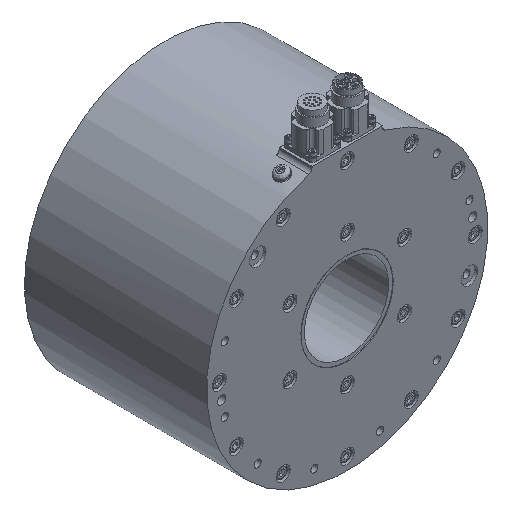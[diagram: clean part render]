
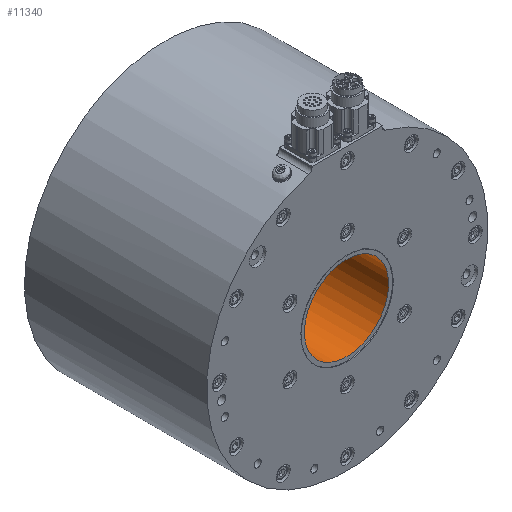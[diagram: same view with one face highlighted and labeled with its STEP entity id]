
A CAD part, isometric view. The second image highlights one B-rep face of the part: STEP entity #11340.
In plain terms, the highlighted cylindrical face has radius 30 mm (diameter 60 mm), a full revolution.
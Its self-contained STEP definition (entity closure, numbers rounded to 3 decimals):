
#480 = DIRECTION ( 'NONE',  ( 0.707, 0., -0.707 ) ) ;
#2216 = AXIS2_PLACEMENT_3D ( 'NONE', #11701, #13652, #480 ) ;
#2744 = CIRCLE ( 'NONE', #13620, 30. ) ;
#3153 = DIRECTION ( 'NONE',  ( 0., 1., 0. ) ) ;
#6108 = DIRECTION ( 'NONE',  ( 0., 1., 0. ) ) ;
#6129 = CARTESIAN_POINT ( 'NONE',  ( 0., 192.313, 0. ) ) ;
#6185 = DIRECTION ( 'NONE',  ( 0.707, 0., 0.707 ) ) ;
#6276 = AXIS2_PLACEMENT_3D ( 'NONE', #6129, #6108, #6185 ) ;
#7380 = CARTESIAN_POINT ( 'NONE',  ( 21.213, 0.5, -21.213 ) ) ;
#9282 = FACE_OUTER_BOUND ( 'NONE', #12320, .T. ) ;
#10652 = CARTESIAN_POINT ( 'NONE',  ( 0., 130., 0. ) ) ;
#11340 = ADVANCED_FACE ( 'NONE', ( #9282, #24005 ), #23374, .F. ) ;
#11701 = CARTESIAN_POINT ( 'NONE',  ( 0., 0.5, 0. ) ) ;
#12320 = EDGE_LOOP ( 'NONE', ( #15260 ) ) ;
#12355 = CIRCLE ( 'NONE', #2216, 30. ) ;
#12884 = EDGE_CURVE ( 'NONE', #20211, #20211, #2744, .T. ) ;
#13620 = AXIS2_PLACEMENT_3D ( 'NONE', #10652, #3153, #14453 ) ;
#13652 = DIRECTION ( 'NONE',  ( 0., -1., 0. ) ) ;
#13660 = EDGE_LOOP ( 'NONE', ( #23141 ) ) ;
#13873 = VERTEX_POINT ( 'NONE', #7380 ) ;
#14453 = DIRECTION ( 'NONE',  ( 0.707, 0., 0.707 ) ) ;
#15260 = ORIENTED_EDGE ( 'NONE', *, *, #12884, .T. ) ;
#17966 = EDGE_CURVE ( 'NONE', #13873, #13873, #12355, .T. ) ;
#20211 = VERTEX_POINT ( 'NONE', #22117 ) ;
#22117 = CARTESIAN_POINT ( 'NONE',  ( 21.213, 130., 21.213 ) ) ;
#23141 = ORIENTED_EDGE ( 'NONE', *, *, #17966, .T. ) ;
#23374 = CYLINDRICAL_SURFACE ( 'NONE', #6276, 30. ) ;
#24005 = FACE_OUTER_BOUND ( 'NONE', #13660, .T. ) ;
